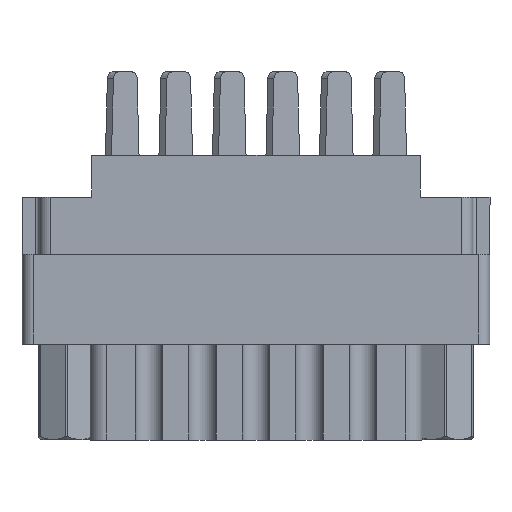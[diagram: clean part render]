
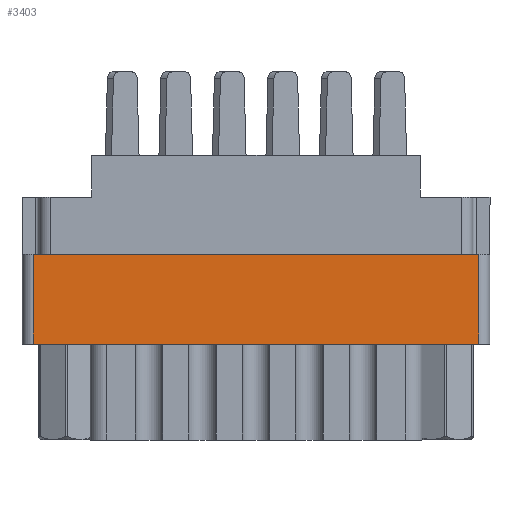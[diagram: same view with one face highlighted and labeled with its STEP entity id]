
A CAD part, front view. The second image highlights one B-rep face of the part: STEP entity #3403.
In plain terms, the highlighted planar face has unit normal (0, -1, 0).
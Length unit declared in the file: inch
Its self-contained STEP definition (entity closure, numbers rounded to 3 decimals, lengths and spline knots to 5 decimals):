
#973 = ORIENTED_EDGE ( 'NONE', *, *, #27479, .F. ) ;
#1890 = CARTESIAN_POINT ( 'NONE',  ( -0.624, -0.343, -0.798 ) ) ;
#1927 = VECTOR ( 'NONE', #22729, 39.37008 ) ;
#2286 = DIRECTION ( 'NONE',  ( 1., 0., 0. ) ) ;
#3403 = ADVANCED_FACE ( 'NONE', ( #16862 ), #9453, .T. ) ;
#4623 = ORIENTED_EDGE ( 'NONE', *, *, #25912, .F. ) ;
#5817 = LINE ( 'NONE', #22916, #26876 ) ;
#7164 = DIRECTION ( 'NONE',  ( 0., -1., 0. ) ) ;
#7625 = LINE ( 'NONE', #10736, #1927 ) ;
#7949 = CARTESIAN_POINT ( 'NONE',  ( -0.624, -0.343, -0.529 ) ) ;
#8721 = CARTESIAN_POINT ( 'NONE',  ( 0.624, -0.343, -0.529 ) ) ;
#9453 = PLANE ( 'NONE',  #28825 ) ;
#9630 = VERTEX_POINT ( 'NONE', #21962 ) ;
#10736 = CARTESIAN_POINT ( 'NONE',  ( -0.624, -0.343, -0.798 ) ) ;
#11577 = ORIENTED_EDGE ( 'NONE', *, *, #21327, .F. ) ;
#12681 = VERTEX_POINT ( 'NONE', #18492 ) ;
#15695 = DIRECTION ( 'NONE',  ( 0., 0., 1. ) ) ;
#16415 = EDGE_LOOP ( 'NONE', ( #973, #11577, #30225, #4623 ) ) ;
#16862 = FACE_OUTER_BOUND ( 'NONE', #16415, .T. ) ;
#17789 = VERTEX_POINT ( 'NONE', #23083 ) ;
#18492 = CARTESIAN_POINT ( 'NONE',  ( 0.624, -0.343, -0.277 ) ) ;
#19157 = DIRECTION ( 'NONE',  ( 0., 0., -1. ) ) ;
#21327 = EDGE_CURVE ( 'NONE', #17789, #22108, #30915, .T. ) ;
#21962 = CARTESIAN_POINT ( 'NONE',  ( -0.624, -0.343, -0.277 ) ) ;
#22108 = VERTEX_POINT ( 'NONE', #7949 ) ;
#22729 = DIRECTION ( 'NONE',  ( 0., 0., 1. ) ) ;
#22916 = CARTESIAN_POINT ( 'NONE',  ( 0.624, -0.343, -0.798 ) ) ;
#23083 = CARTESIAN_POINT ( 'NONE',  ( 0.624, -0.343, -0.529 ) ) ;
#24783 = CARTESIAN_POINT ( 'NONE',  ( -0.656, -0.343, -0.277 ) ) ;
#25408 = VECTOR ( 'NONE', #25460, 39.37008 ) ;
#25460 = DIRECTION ( 'NONE',  ( -1., 0., 0. ) ) ;
#25912 = EDGE_CURVE ( 'NONE', #9630, #12681, #30222, .T. ) ;
#26876 = VECTOR ( 'NONE', #15695, 39.37008 ) ;
#27479 = EDGE_CURVE ( 'NONE', #22108, #9630, #7625, .T. ) ;
#28825 = AXIS2_PLACEMENT_3D ( 'NONE', #1890, #7164, #19157 ) ;
#29130 = EDGE_CURVE ( 'NONE', #17789, #12681, #5817, .T. ) ;
#30203 = VECTOR ( 'NONE', #2286, 39.37008 ) ;
#30222 = LINE ( 'NONE', #24783, #30203 ) ;
#30225 = ORIENTED_EDGE ( 'NONE', *, *, #29130, .T. ) ;
#30915 = LINE ( 'NONE', #8721, #25408 ) ;
